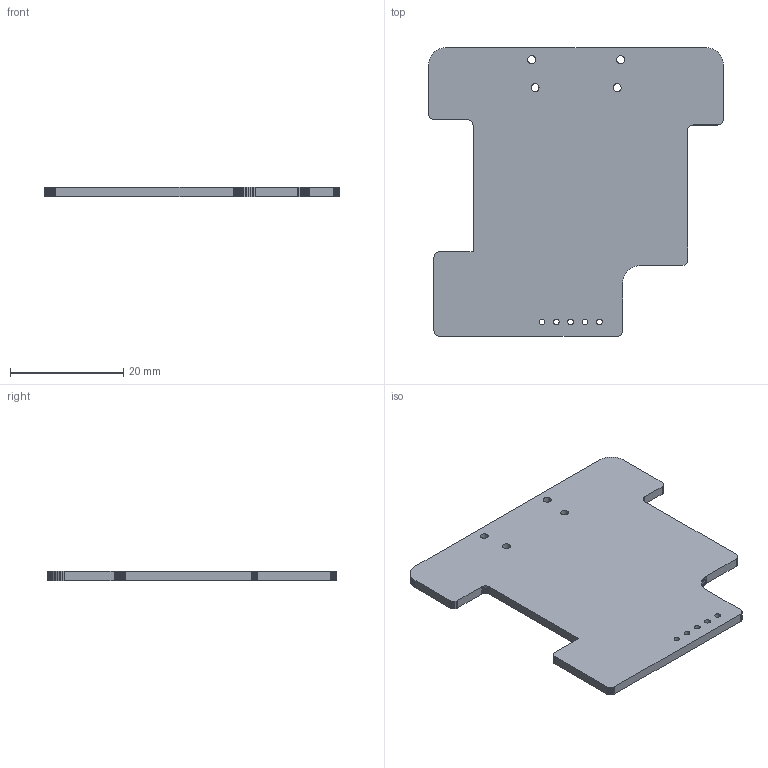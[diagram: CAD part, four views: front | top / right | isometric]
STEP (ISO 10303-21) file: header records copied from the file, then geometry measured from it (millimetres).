
FILE_DESCRIPTION(('KiCad electronic assembly'),'2;1');
FILE_NAME('XDV.step','2024-01-03T14:51:49',('Pcbnew'),('Kicad'), 'Open CASCADE STEP processor 7.7','KiCad to STEP converter','Unknown' );
FILE_SCHEMA(('AUTOMOTIVE_DESIGN { 1 0 10303 214 1 1 1 1 }'));
Length unit declared in the file: millimetre
Products named in the file (2): XDV 1; XDV PCB
Assembly tree (1 placements, depth 2):
  XDV 1
    XDV PCB
Bounding box: 52.05 x 50.95 x 1.6 mm (x, y, z)
Volume: 3301.2 mm3; surface area: 4520.1 mm2
Topology: 1 solids, 1 shells, 129 faces, 381 edges, 254 vertices
Faces by surface type: plane 120, cylinder 9
Full cylindrical faces by diameter (mm): 1.016 x5, 1.4 x4
Entity records: 9325 total; most frequent: CARTESIAN_POINT 1636, DIRECTION 1405, LINE 1107, VECTOR 1107, ORIENTED_EDGE 762, PCURVE 762, DEFINITIONAL_REPRESENTATION 762, EDGE_CURVE 381
